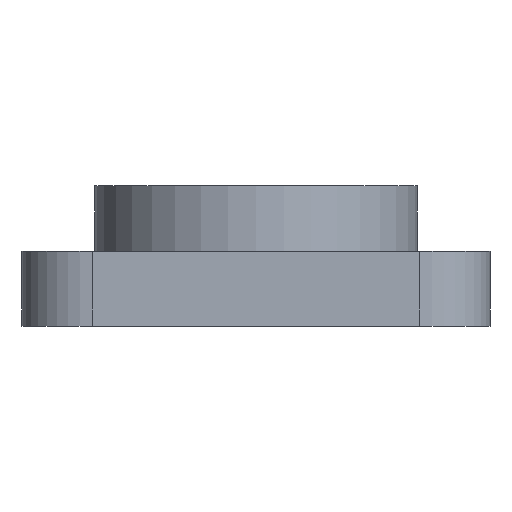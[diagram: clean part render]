
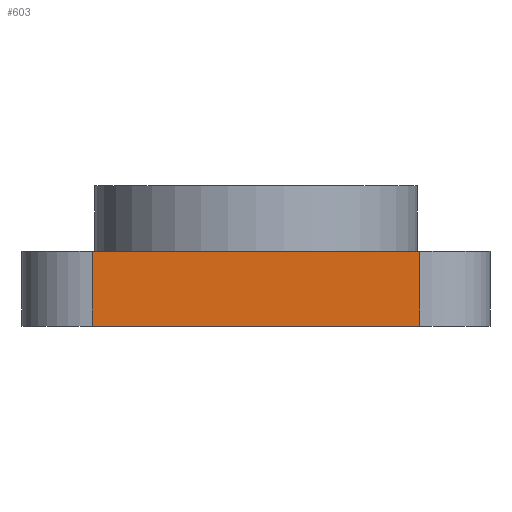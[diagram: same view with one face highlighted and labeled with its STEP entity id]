
A CAD part, front view. The second image highlights one B-rep face of the part: STEP entity #603.
In plain terms, the highlighted planar face has unit normal (0, -1, 0).
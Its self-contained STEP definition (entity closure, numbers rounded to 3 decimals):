
#36 = DIRECTION ( 'NONE',  ( 0., 1., 0. ) ) ;
#95 = CARTESIAN_POINT ( 'NONE',  ( -3.5, -37.5, 0. ) ) ;
#107 = CARTESIAN_POINT ( 'NONE',  ( 3.5, -37.5, 1.6 ) ) ;
#160 = EDGE_CURVE ( 'NONE', #704, #818, #366, .T. ) ;
#198 = AXIS2_PLACEMENT_3D ( 'NONE', #107, #36, #563 ) ;
#246 = EDGE_CURVE ( 'NONE', #818, #280, #954, .T. ) ;
#280 = VERTEX_POINT ( 'NONE', #916 ) ;
#299 = VECTOR ( 'NONE', #752, 1000. ) ;
#300 = CARTESIAN_POINT ( 'NONE',  ( 3.5, -37.5, 1.6 ) ) ;
#356 = DIRECTION ( 'NONE',  ( 1., 0., 0. ) ) ;
#366 = LINE ( 'NONE', #662, #770 ) ;
#404 = ORIENTED_EDGE ( 'NONE', *, *, #717, .T. ) ;
#465 = CARTESIAN_POINT ( 'NONE',  ( -3.5, -37.5, 1.6 ) ) ;
#483 = PLANE ( 'NONE',  #198 ) ;
#518 = VERTEX_POINT ( 'NONE', #95 ) ;
#543 = DIRECTION ( 'NONE',  ( 0., 0., -1. ) ) ;
#563 = DIRECTION ( 'NONE',  ( -1., 0., 0. ) ) ;
#579 = VECTOR ( 'NONE', #543, 1000. ) ;
#595 = VECTOR ( 'NONE', #659, 1000. ) ;
#603 = ADVANCED_FACE ( 'NONE', ( #883 ), #483, .F. ) ;
#633 = CARTESIAN_POINT ( 'NONE',  ( 3.5, -37.5, 1.6 ) ) ;
#659 = DIRECTION ( 'NONE',  ( 1., 0., 0. ) ) ;
#662 = CARTESIAN_POINT ( 'NONE',  ( 3.5, -37.5, 1.6 ) ) ;
#689 = ORIENTED_EDGE ( 'NONE', *, *, #160, .F. ) ;
#704 = VERTEX_POINT ( 'NONE', #849 ) ;
#717 = EDGE_CURVE ( 'NONE', #704, #518, #779, .T. ) ;
#752 = DIRECTION ( 'NONE',  ( 0., 0., -1. ) ) ;
#770 = VECTOR ( 'NONE', #356, 1000. ) ;
#779 = LINE ( 'NONE', #465, #579 ) ;
#791 = LINE ( 'NONE', #890, #595 ) ;
#818 = VERTEX_POINT ( 'NONE', #633 ) ;
#849 = CARTESIAN_POINT ( 'NONE',  ( -3.5, -37.5, 1.6 ) ) ;
#883 = FACE_OUTER_BOUND ( 'NONE', #941, .T. ) ;
#890 = CARTESIAN_POINT ( 'NONE',  ( 3.5, -37.5, 0. ) ) ;
#909 = ORIENTED_EDGE ( 'NONE', *, *, #246, .F. ) ;
#916 = CARTESIAN_POINT ( 'NONE',  ( 3.5, -37.5, 0. ) ) ;
#923 = ORIENTED_EDGE ( 'NONE', *, *, #928, .T. ) ;
#928 = EDGE_CURVE ( 'NONE', #518, #280, #791, .T. ) ;
#941 = EDGE_LOOP ( 'NONE', ( #923, #909, #689, #404 ) ) ;
#954 = LINE ( 'NONE', #300, #299 ) ;
